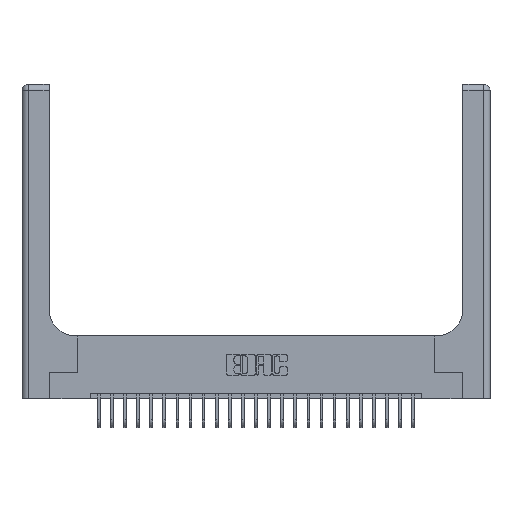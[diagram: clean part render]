
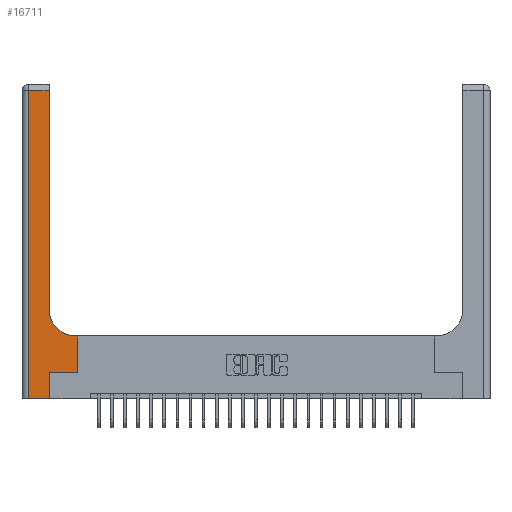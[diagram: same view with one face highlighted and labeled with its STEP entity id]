
A CAD part, top view. The second image highlights one B-rep face of the part: STEP entity #16711.
In plain terms, the highlighted planar face has unit normal (0, 0, 1).
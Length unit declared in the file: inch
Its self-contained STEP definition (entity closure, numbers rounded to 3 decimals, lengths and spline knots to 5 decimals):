
#131 = CARTESIAN_POINT ( 'NONE',  ( 0.06, 2.94, 0.37 ) ) ;
#145 = VERTEX_POINT ( 'NONE', #131 ) ;
#388 = DIRECTION ( 'NONE',  ( 0., 1., 0. ) ) ;
#449 = LINE ( 'NONE', #14183, #5747 ) ;
#561 = EDGE_CURVE ( 'NONE', #4770, #23547, #21707, .T. ) ;
#943 = LINE ( 'NONE', #10697, #21978 ) ;
#1806 = ORIENTED_EDGE ( 'NONE', *, *, #24920, .T. ) ;
#2419 = DIRECTION ( 'NONE',  ( 0., 0., -1. ) ) ;
#2598 = EDGE_CURVE ( 'NONE', #145, #4770, #22264, .T. ) ;
#2938 = DIRECTION ( 'NONE',  ( -1., 0., 0. ) ) ;
#2967 = EDGE_LOOP ( 'NONE', ( #23779, #22307, #17651, #9563, #13417, #23595, #1806, #20915, #22682 ) ) ;
#4770 = VERTEX_POINT ( 'NONE', #6988 ) ;
#5002 = DIRECTION ( 'NONE',  ( 0., 1., 0. ) ) ;
#5242 = CARTESIAN_POINT ( 'NONE',  ( 0.528, 0.6, 0.37 ) ) ;
#5747 = VECTOR ( 'NONE', #19956, 39.37008 ) ;
#5775 = DIRECTION ( 'NONE',  ( 1., 0., 0. ) ) ;
#6864 = EDGE_CURVE ( 'NONE', #23547, #20620, #12184, .T. ) ;
#6949 = VECTOR ( 'NONE', #5002, 39.37008 ) ;
#6988 = CARTESIAN_POINT ( 'NONE',  ( 0.06, 0., 0.37 ) ) ;
#7112 = LINE ( 'NONE', #16400, #16357 ) ;
#7264 = VECTOR ( 'NONE', #5775, 39.37008 ) ;
#7516 = EDGE_CURVE ( 'NONE', #20620, #20470, #19852, .T. ) ;
#7625 = AXIS2_PLACEMENT_3D ( 'NONE', #12371, #2419, #17899 ) ;
#7794 = CARTESIAN_POINT ( 'NONE',  ( 0.265, 0.25, 0.37 ) ) ;
#9174 = DIRECTION ( 'NONE',  ( 0., 0., -1. ) ) ;
#9225 = CARTESIAN_POINT ( 'NONE',  ( 0.26, 0.85, 0.37 ) ) ;
#9287 = LINE ( 'NONE', #11419, #24386 ) ;
#9563 = ORIENTED_EDGE ( 'NONE', *, *, #561, .T. ) ;
#10104 = VERTEX_POINT ( 'NONE', #17421 ) ;
#10459 = DIRECTION ( 'NONE',  ( 0., -1., 0. ) ) ;
#10697 = CARTESIAN_POINT ( 'NONE',  ( 0., 2.94, 0.37 ) ) ;
#10733 = CARTESIAN_POINT ( 'NONE',  ( 0.265, 0.25, 0.37 ) ) ;
#11419 = CARTESIAN_POINT ( 'NONE',  ( 0.528, 0.25, 0.37 ) ) ;
#11796 = CARTESIAN_POINT ( 'NONE',  ( 0., 0., 0.37 ) ) ;
#11889 = VERTEX_POINT ( 'NONE', #9225 ) ;
#12184 = LINE ( 'NONE', #22518, #6949 ) ;
#12371 = CARTESIAN_POINT ( 'NONE',  ( 0.51, 0.85, 0.37 ) ) ;
#12523 = EDGE_CURVE ( 'NONE', #17000, #10104, #449, .T. ) ;
#12630 = VERTEX_POINT ( 'NONE', #18413 ) ;
#12845 = CARTESIAN_POINT ( 'NONE',  ( 0.265, 0., 0.37 ) ) ;
#12856 = AXIS2_PLACEMENT_3D ( 'NONE', #18997, #9174, #2938 ) ;
#13394 = DIRECTION ( 'NONE',  ( 0., 1., 0. ) ) ;
#13417 = ORIENTED_EDGE ( 'NONE', *, *, #6864, .T. ) ;
#13905 = DIRECTION ( 'NONE',  ( 1., 0., 0. ) ) ;
#13990 = VECTOR ( 'NONE', #13905, 39.37008 ) ;
#14183 = CARTESIAN_POINT ( 'NONE',  ( 0.26, 0.6, 0.37 ) ) ;
#16357 = VECTOR ( 'NONE', #388, 39.37008 ) ;
#16400 = CARTESIAN_POINT ( 'NONE',  ( 0.26, 3., 0.37 ) ) ;
#16711 = ADVANCED_FACE ( 'NONE', ( #16748 ), #24943, .F. ) ;
#16748 = FACE_OUTER_BOUND ( 'NONE', #2967, .T. ) ;
#16855 = CIRCLE ( 'NONE', #7625, 0.25 ) ;
#17000 = VERTEX_POINT ( 'NONE', #5242 ) ;
#17421 = CARTESIAN_POINT ( 'NONE',  ( 0.51, 0.6, 0.37 ) ) ;
#17478 = CARTESIAN_POINT ( 'NONE',  ( 0.528, 0.25, 0.37 ) ) ;
#17651 = ORIENTED_EDGE ( 'NONE', *, *, #2598, .T. ) ;
#17899 = DIRECTION ( 'NONE',  ( 1., 0., 0. ) ) ;
#18378 = DIRECTION ( 'NONE',  ( -1., 0., 0. ) ) ;
#18413 = CARTESIAN_POINT ( 'NONE',  ( 0.26, 2.94, 0.37 ) ) ;
#18997 = CARTESIAN_POINT ( 'NONE',  ( 0., 3., 0.37 ) ) ;
#19852 = LINE ( 'NONE', #7794, #13990 ) ;
#19956 = DIRECTION ( 'NONE',  ( -1., 0., 0. ) ) ;
#20470 = VERTEX_POINT ( 'NONE', #17478 ) ;
#20561 = EDGE_CURVE ( 'NONE', #10104, #11889, #16855, .T. ) ;
#20620 = VERTEX_POINT ( 'NONE', #10733 ) ;
#20915 = ORIENTED_EDGE ( 'NONE', *, *, #12523, .T. ) ;
#21707 = LINE ( 'NONE', #11796, #7264 ) ;
#21978 = VECTOR ( 'NONE', #18378, 39.37008 ) ;
#22264 = LINE ( 'NONE', #22424, #24745 ) ;
#22307 = ORIENTED_EDGE ( 'NONE', *, *, #23425, .T. ) ;
#22424 = CARTESIAN_POINT ( 'NONE',  ( 0.06, 3., 0.37 ) ) ;
#22518 = CARTESIAN_POINT ( 'NONE',  ( 0.265, 0., 0.37 ) ) ;
#22682 = ORIENTED_EDGE ( 'NONE', *, *, #20561, .T. ) ;
#23425 = EDGE_CURVE ( 'NONE', #12630, #145, #943, .T. ) ;
#23547 = VERTEX_POINT ( 'NONE', #12845 ) ;
#23595 = ORIENTED_EDGE ( 'NONE', *, *, #7516, .T. ) ;
#23779 = ORIENTED_EDGE ( 'NONE', *, *, #25216, .T. ) ;
#24386 = VECTOR ( 'NONE', #13394, 39.37008 ) ;
#24745 = VECTOR ( 'NONE', #10459, 39.37008 ) ;
#24920 = EDGE_CURVE ( 'NONE', #20470, #17000, #9287, .T. ) ;
#24943 = PLANE ( 'NONE',  #12856 ) ;
#25216 = EDGE_CURVE ( 'NONE', #11889, #12630, #7112, .T. ) ;
